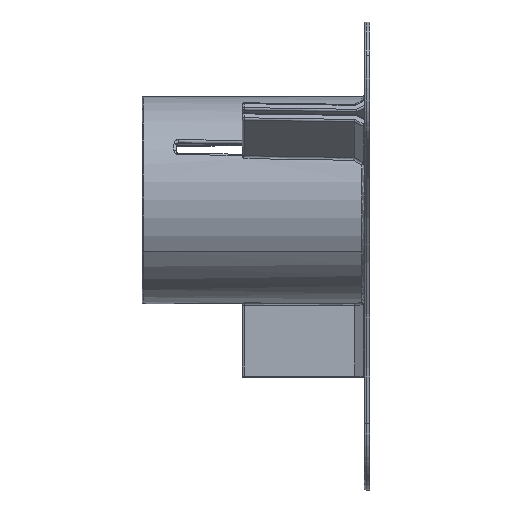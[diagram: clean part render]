
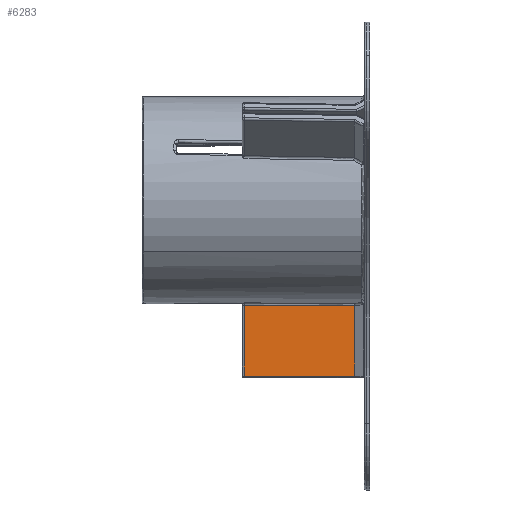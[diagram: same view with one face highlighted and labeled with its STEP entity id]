
A CAD part, left-side view. The second image highlights one B-rep face of the part: STEP entity #6283.
In plain terms, the highlighted planar face has unit normal (-1, -0.018, 0).
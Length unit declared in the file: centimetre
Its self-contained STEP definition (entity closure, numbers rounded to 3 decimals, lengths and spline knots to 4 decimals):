
#57 = CARTESIAN_POINT ( 'NONE',  ( -0.4639, 5.511, -7.72 ) ) ;
#94 = VECTOR ( 'NONE', #1190, 100. ) ;
#103 =( BOUNDED_CURVE ( )  B_SPLINE_CURVE ( 3, ( #7854, #7017, #8413, #7672 ),
 .UNSPECIFIED., .F., .F. ) 
 B_SPLINE_CURVE_WITH_KNOTS ( ( 4, 4 ),
 ( 1.6743, 1.6926 ),
 .UNSPECIFIED. ) 
 CURVE ( )  GEOMETRIC_REPRESENTATION_ITEM ( )  RATIONAL_B_SPLINE_CURVE ( ( 1., 1., 1., 1. ) ) 
 REPRESENTATION_ITEM ( '' )  );
#268 = LINE ( 'NONE', #2346, #5414 ) ;
#503 = CARTESIAN_POINT ( 'NONE',  ( -0.3795, 0.6718, -4.6156 ) ) ;
#682 = VERTEX_POINT ( 'NONE', #3307 ) ;
#1112 = CARTESIAN_POINT ( 'NONE',  ( -0.3795, 0.6718, -4.6161 ) ) ;
#1117 = VERTEX_POINT ( 'NONE', #57 ) ;
#1190 = DIRECTION ( 'NONE',  ( 0., 0., -1. ) ) ;
#1562 = DIRECTION ( 'NONE',  ( 0., 0., 1. ) ) ;
#1652 = ORIENTED_EDGE ( 'NONE', *, *, #2430, .T. ) ;
#1869 = EDGE_CURVE ( 'NONE', #1117, #8347, #268, .T. ) ;
#2296 = VECTOR ( 'NONE', #1562, 100. ) ;
#2346 = CARTESIAN_POINT ( 'NONE',  ( -0.4653, 5.591, -7.72 ) ) ;
#2359 = FACE_OUTER_BOUND ( 'NONE', #5525, .T. ) ;
#2430 = EDGE_CURVE ( 'NONE', #682, #6499, #103, .T. ) ;
#2621 = EDGE_CURVE ( 'NONE', #4691, #682, #3979, .T. ) ;
#2994 = CARTESIAN_POINT ( 'NONE',  ( -0.4639, 5.511, -4.6056 ) ) ;
#3145 = DIRECTION ( 'NONE',  ( 0.017, -1., 0. ) ) ;
#3307 = CARTESIAN_POINT ( 'NONE',  ( -0.3795, 0.6718, -4.6152 ) ) ;
#3887 = PLANE ( 'NONE',  #7764 ) ;
#3979 = B_SPLINE_CURVE_WITH_KNOTS ( 'NONE', 3,
 ( #8314, #1112, #503, #8171 ),
 .UNSPECIFIED., .F., .F.,
 ( 4, 4 ),
 ( 0., 0. ),
 .UNSPECIFIED. ) ;
#4691 = VERTEX_POINT ( 'NONE', #6773 ) ;
#4753 = EDGE_CURVE ( 'NONE', #8347, #4691, #8577, .T. ) ;
#4924 = EDGE_CURVE ( 'NONE', #6499, #1117, #7453, .T. ) ;
#5295 = ORIENTED_EDGE ( 'NONE', *, *, #1869, .T. ) ;
#5316 = CARTESIAN_POINT ( 'NONE',  ( -0.3795, 0.6718, -7.72 ) ) ;
#5331 = CARTESIAN_POINT ( 'NONE',  ( -0.4639, 5.511, -7.8 ) ) ;
#5414 = VECTOR ( 'NONE', #5749, 100. ) ;
#5525 = EDGE_LOOP ( 'NONE', ( #5918, #5295, #8010, #6241, #1652 ) ) ;
#5749 = DIRECTION ( 'NONE',  ( 0.017, -1., 0. ) ) ;
#5918 = ORIENTED_EDGE ( 'NONE', *, *, #4924, .T. ) ;
#6241 = ORIENTED_EDGE ( 'NONE', *, *, #2621, .T. ) ;
#6283 = ADVANCED_FACE ( 'NONE', ( #2359 ), #3887, .T. ) ;
#6439 = CARTESIAN_POINT ( 'NONE',  ( -0.3795, 0.6718, -7.8 ) ) ;
#6499 = VERTEX_POINT ( 'NONE', #2994 ) ;
#6773 = CARTESIAN_POINT ( 'NONE',  ( -0.3795, 0.6718, -4.6165 ) ) ;
#7017 = CARTESIAN_POINT ( 'NONE',  ( -0.4077, 2.2865, -4.6122 ) ) ;
#7249 = DIRECTION ( 'NONE',  ( -1., -0.017, 0. ) ) ;
#7453 = LINE ( 'NONE', #5331, #94 ) ;
#7672 = CARTESIAN_POINT ( 'NONE',  ( -0.4639, 5.511, -4.6056 ) ) ;
#7764 = AXIS2_PLACEMENT_3D ( 'NONE', #8734, #7249, #3145 ) ;
#7854 = CARTESIAN_POINT ( 'NONE',  ( -0.3795, 0.6718, -4.6152 ) ) ;
#8010 = ORIENTED_EDGE ( 'NONE', *, *, #4753, .T. ) ;
#8171 = CARTESIAN_POINT ( 'NONE',  ( -0.3795, 0.6718, -4.6152 ) ) ;
#8314 = CARTESIAN_POINT ( 'NONE',  ( -0.3795, 0.6718, -4.6165 ) ) ;
#8347 = VERTEX_POINT ( 'NONE', #5316 ) ;
#8413 = CARTESIAN_POINT ( 'NONE',  ( -0.4358, 3.8996, -4.609 ) ) ;
#8577 = LINE ( 'NONE', #6439, #2296 ) ;
#8734 = CARTESIAN_POINT ( 'NONE',  ( -0.4653, 5.591, -7.8 ) ) ;
